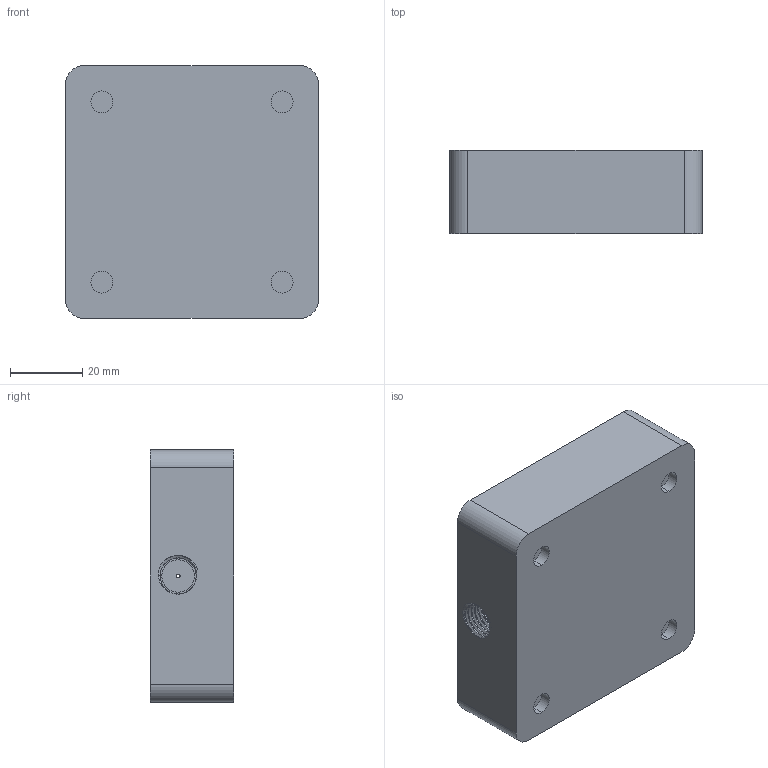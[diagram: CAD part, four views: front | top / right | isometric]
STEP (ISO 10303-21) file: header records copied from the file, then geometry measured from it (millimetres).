
FILE_DESCRIPTION (( 'STEP AP214' ), '1' );
FILE_NAME ('Culture well.STEP', '2018-11-26T11:27:54', ( '' ), ( '' ), 'SwSTEP 2.0', 'SolidWorks 2016', '' );
FILE_SCHEMA (( 'AUTOMOTIVE_DESIGN' ));
Length unit declared in the file: millimetre
Products named in the file (1): Culture well
Bounding box: 70 x 23 x 70 mm (x, y, z)
Volume: 82053.9 mm3; surface area: 20993.3 mm2
Topology: 1 solids, 1 shells, 131 faces, 330 edges, 219 vertices
Faces by surface type: cylinder 78, plane 45, bspline 8
Entity records: 5780 total; most frequent: CARTESIAN_POINT 2704, ORIENTED_EDGE 660, DIRECTION 618, EDGE_CURVE 330, AXIS2_PLACEMENT_3D 234, VERTEX_POINT 219, EDGE_LOOP 153, VECTOR 150
